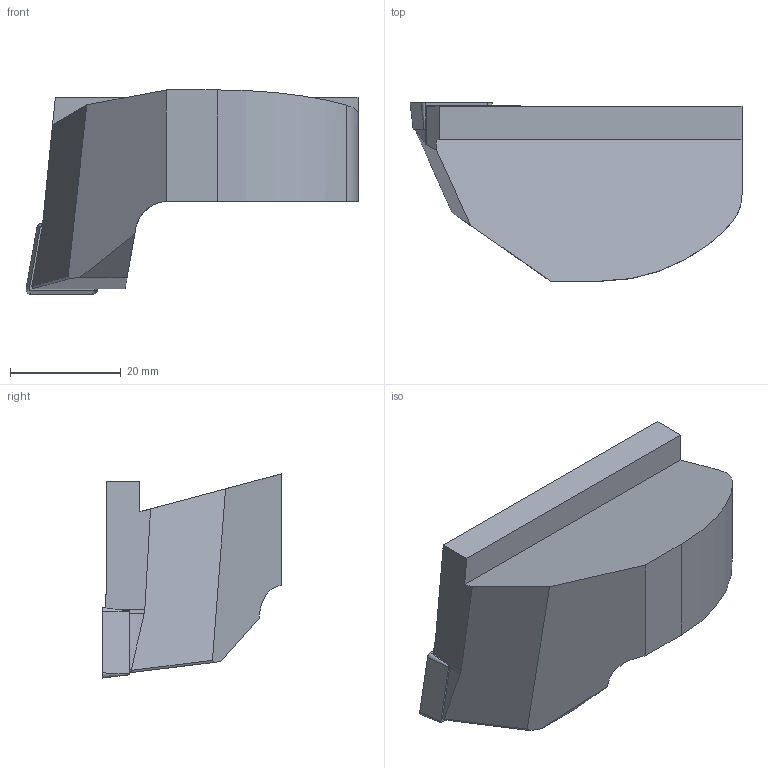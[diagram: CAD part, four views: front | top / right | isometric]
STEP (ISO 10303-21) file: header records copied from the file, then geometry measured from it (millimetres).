
FILE_DESCRIPTION(/* description */ (''),/* implementation_level */ '2;1');
FILE_NAME(/* name */ '1560776799162.stp',/* time_stamp */ '2019-06-17T15:06:42+02:00',/* author */ (''),/* organization */ ('SMS'),/* preprocessor_version */ 'ST-DEVELOPER v15',/* originating_system */ 'SIEMENS PLM Software NX 8.5',/* authorisation */ '');
FILE_SCHEMA (('AUTOMOTIVE_DESIGN { 1 0 10303 214 3 1 1 1 }'));
Length unit declared in the file: millimetre
Products named in the file (4): IsoTurningInsert; 202351317mod000_00; ASSEMBLY_CONSTRUCTION; 111151201mod000_01
Assembly tree (3 placements, depth 2):
  111151201mod000_01
    ASSEMBLY_CONSTRUCTION
    202351317mod000_00
    IsoTurningInsert
Bounding box: 59.89 x 32.2 x 36.83 mm (x, y, z)
Volume: 29971.8 mm3; surface area: 7806.7 mm2
Topology: 2 solids, 2 shells, 49 faces, 131 edges, 93 vertices
Faces by surface type: plane 31, cylinder 8, cone 6, torus 4
Full cylindrical faces by diameter (mm): 5.5 x2
Entity records: 1690 total; most frequent: CARTESIAN_POINT 326, DIRECTION 267, ORIENTED_EDGE 236, EDGE_CURVE 118, AXIS2_PLACEMENT_3D 91, LINE 85, VECTOR 85, VERTEX_POINT 82
